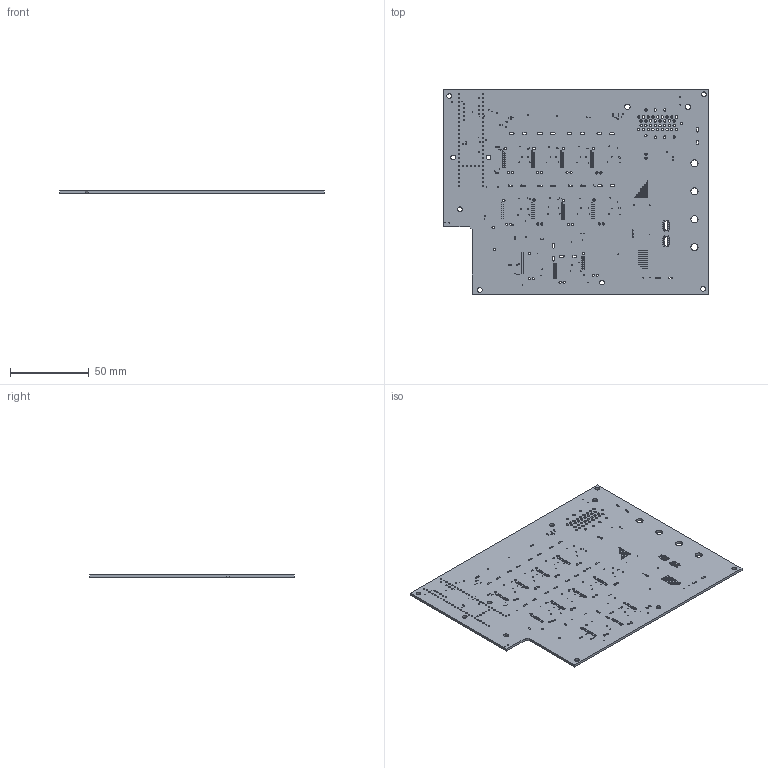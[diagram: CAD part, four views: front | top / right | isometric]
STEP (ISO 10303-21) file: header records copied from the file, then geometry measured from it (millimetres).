
FILE_DESCRIPTION(('for SolidWorks'),'2;1');
FILE_NAME('banana.step', '2019-09-24T20:01:48',('m_sav'),(''),'Open CASCADE STEP processor 6.6' ,'DipTrace','Unknown');
FILE_SCHEMA(('AUTOMOTIVE_DESIGN { 1 0 10303 214 1 1 1 1 }'));
Length unit declared in the file: millimetre
Products named in the file (2): PCB_banana; Board_banana
Assembly tree (1 placements, depth 2):
  PCB_banana
    Board_banana
Bounding box: 168.4 x 130 x 1.59 mm (x, y, z)
Volume: 32782.9 mm3; surface area: 44706.4 mm2
Topology: 1 solids, 1 shells, 1100 faces, 3294 edges, 2196 vertices
Faces by surface type: cylinder 597, plane 503
Full cylindrical faces by diameter (mm): 0.486 x416, 0.5 x24, 0.8 x3, 0.965 x62, 1.4 x24, 1.5 x54, 3 x8, 3.4 x2, 4.5 x4
Entity records: 39981 total; most frequent: DIRECTION 6692, CARTESIAN_POINT 6592, ORIENTED_EDGE 6588, EDGE_CURVE 3294, FACE_BOUND 2346, EDGE_LOOP 2346, AXIS2_PLACEMENT_3D 2296, VERTEX_POINT 2196
